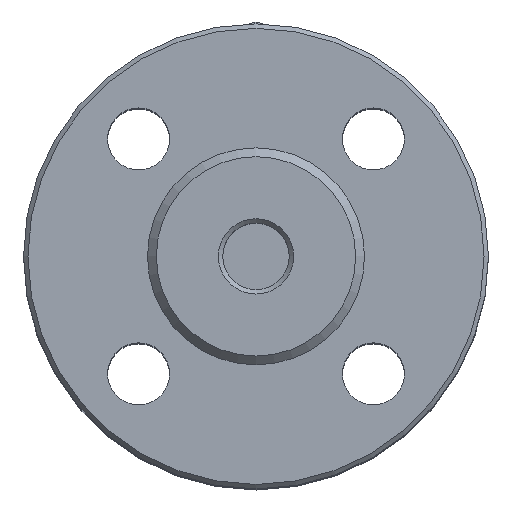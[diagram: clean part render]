
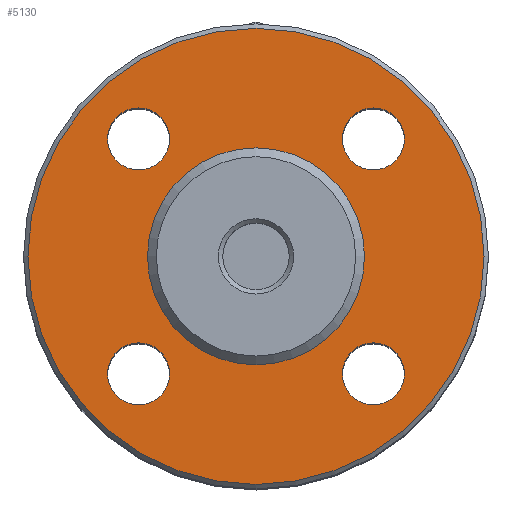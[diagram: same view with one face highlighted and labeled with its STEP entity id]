
A CAD part, top view. The second image highlights one B-rep face of the part: STEP entity #5130.
In plain terms, the highlighted planar face has unit normal (0, 0, 1).
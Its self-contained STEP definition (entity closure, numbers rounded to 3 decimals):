
#140=FACE_BOUND('',#1707,.T.);
#141=FACE_BOUND('',#1708,.T.);
#142=FACE_BOUND('',#1709,.T.);
#143=FACE_BOUND('',#1710,.T.);
#144=FACE_BOUND('',#1711,.T.);
#981=CIRCLE('',#5600,7.);
#983=CIRCLE('',#5603,7.);
#985=CIRCLE('',#5606,7.);
#987=CIRCLE('',#5609,7.);
#988=CIRCLE('',#5611,24.5);
#991=CIRCLE('',#5616,51.5);
#1123=PLANE('',#5615);
#1383=FACE_OUTER_BOUND('',#1706,.T.);
#1706=EDGE_LOOP('',(#4127));
#1707=EDGE_LOOP('',(#4128));
#1708=EDGE_LOOP('',(#4129));
#1709=EDGE_LOOP('',(#4130));
#1710=EDGE_LOOP('',(#4131));
#1711=EDGE_LOOP('',(#4132));
#2271=VERTEX_POINT('',#10128);
#2273=VERTEX_POINT('',#10134);
#2275=VERTEX_POINT('',#10140);
#2277=VERTEX_POINT('',#10146);
#2278=VERTEX_POINT('',#10150);
#2281=VERTEX_POINT('',#10160);
#2913=EDGE_CURVE('',#2271,#2271,#981,.T.);
#2916=EDGE_CURVE('',#2273,#2273,#983,.T.);
#2919=EDGE_CURVE('',#2275,#2275,#985,.T.);
#2922=EDGE_CURVE('',#2277,#2277,#987,.T.);
#2923=EDGE_CURVE('',#2278,#2278,#988,.T.);
#2928=EDGE_CURVE('',#2281,#2281,#991,.T.);
#4127=ORIENTED_EDGE('',*,*,#2928,.F.);
#4128=ORIENTED_EDGE('',*,*,#2923,.F.);
#4129=ORIENTED_EDGE('',*,*,#2922,.F.);
#4130=ORIENTED_EDGE('',*,*,#2919,.F.);
#4131=ORIENTED_EDGE('',*,*,#2916,.F.);
#4132=ORIENTED_EDGE('',*,*,#2913,.F.);
#5130=ADVANCED_FACE('',(#1383,#140,#141,#142,#143,#144),#1123,.F.);
#5600=AXIS2_PLACEMENT_3D('',#10130,#6714,#6715);
#5603=AXIS2_PLACEMENT_3D('',#10136,#6721,#6722);
#5606=AXIS2_PLACEMENT_3D('',#10142,#6728,#6729);
#5609=AXIS2_PLACEMENT_3D('',#10148,#6735,#6736);
#5611=AXIS2_PLACEMENT_3D('',#10151,#6739,#6740);
#5615=AXIS2_PLACEMENT_3D('',#10159,#6749,#6750);
#5616=AXIS2_PLACEMENT_3D('',#10161,#6751,#6752);
#6714=DIRECTION('center_axis',(0.,0.,1.));
#6715=DIRECTION('ref_axis',(1.,0.,0.));
#6721=DIRECTION('center_axis',(0.,0.,1.));
#6722=DIRECTION('ref_axis',(1.,0.,0.));
#6728=DIRECTION('center_axis',(0.,0.,1.));
#6729=DIRECTION('ref_axis',(1.,0.,0.));
#6735=DIRECTION('center_axis',(0.,0.,1.));
#6736=DIRECTION('ref_axis',(1.,0.,0.));
#6739=DIRECTION('center_axis',(0.,0.,1.));
#6740=DIRECTION('ref_axis',(-1.,0.,0.));
#6749=DIRECTION('center_axis',(0.,0.,-1.));
#6750=DIRECTION('ref_axis',(-1.,0.,0.));
#6751=DIRECTION('center_axis',(0.,0.,-1.));
#6752=DIRECTION('ref_axis',(1.,0.,0.));
#10128=CARTESIAN_POINT('',(-33.517,26.517,73.));
#10130=CARTESIAN_POINT('Origin',(-26.517,26.517,73.));
#10134=CARTESIAN_POINT('',(19.517,26.517,73.));
#10136=CARTESIAN_POINT('Origin',(26.517,26.517,73.));
#10140=CARTESIAN_POINT('',(19.517,-26.517,73.));
#10142=CARTESIAN_POINT('Origin',(26.517,-26.517,73.));
#10146=CARTESIAN_POINT('',(-33.517,-26.517,73.));
#10148=CARTESIAN_POINT('Origin',(-26.517,-26.517,73.));
#10150=CARTESIAN_POINT('',(24.5,0.,73.));
#10151=CARTESIAN_POINT('Origin',(0.,0.,73.));
#10159=CARTESIAN_POINT('Origin',(0.,0.,73.));
#10160=CARTESIAN_POINT('',(-51.5,0.,73.));
#10161=CARTESIAN_POINT('Origin',(0.,0.,73.));
